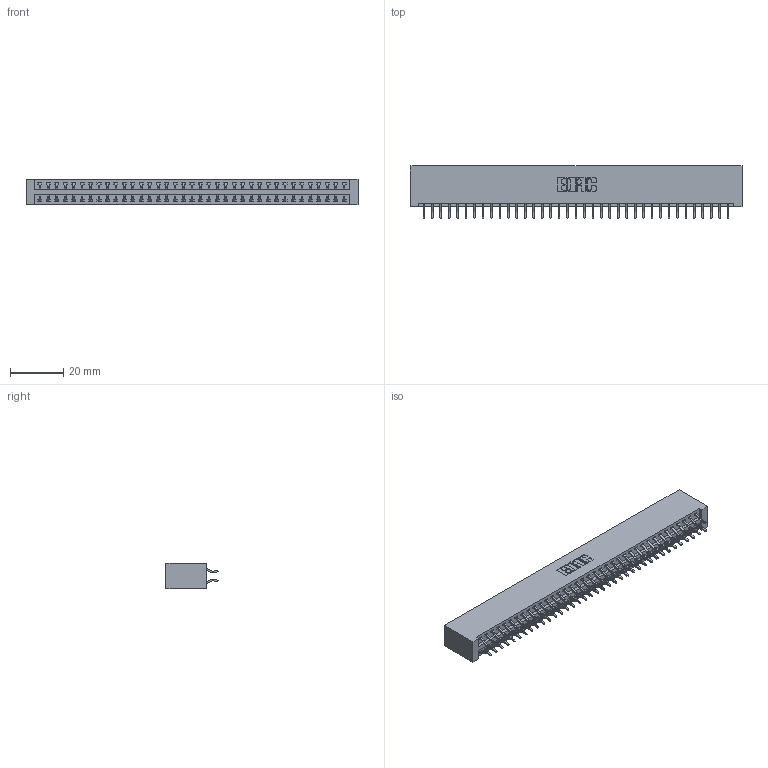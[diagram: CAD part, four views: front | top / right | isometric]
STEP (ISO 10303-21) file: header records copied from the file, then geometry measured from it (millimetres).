
FILE_DESCRIPTION (( 'STEP AP203' ), '1' );
FILE_NAME ('346-074-556-201.STEP', '2022-05-25T03:09:14', ( '' ), ( '' ), 'SwSTEP 2.0', 'SolidWorks 2020', '' );
FILE_SCHEMA (( 'CONFIG_CONTROL_DESIGN' ));
Length unit declared in the file: inch
Products named in the file (3): 345-292-001_556 Tail; 346 Part_No Mounting Lugs; 346-074-556-201
Assembly tree (75 placements, depth 2):
  346-074-556-201
    346 Part_No Mounting Lugs
    345-292-001_556 Tail  x74
Bounding box: 124.71 x 19.57 x 9.4 mm (x, y, z)
Volume: 12692.7 mm3; surface area: 17462.8 mm2
Topology: 75 solids, 75 shells, 4406 faces, 13107 edges, 8638 vertices
Faces by surface type: plane 2958, cylinder 1448
Entity records: 24763 total; most frequent: CARTESIAN_POINT 4100, ORIENTED_EDGE 4022, DIRECTION 3647, EDGE_CURVE 2011, LINE 1731, VECTOR 1731, VERTEX_POINT 1338, AXIS2_PLACEMENT_3D 958
